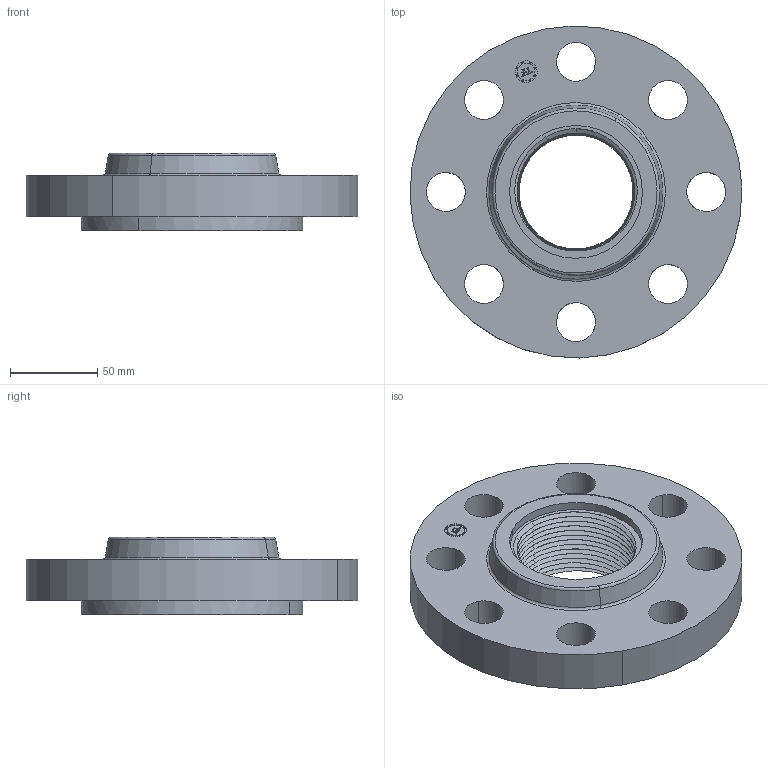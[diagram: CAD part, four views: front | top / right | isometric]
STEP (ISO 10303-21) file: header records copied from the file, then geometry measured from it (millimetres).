
FILE_DESCRIPTION(('3D STEP'),'2;1');
FILE_NAME('2.5-300-THREADED-RTJ-FLANGE.stp','2013-01-27T09:30:51+00:00',('Texas Flange'),(''),'CATIA Version 5 Release 20 SP 6 (IN-10)','CATIA V5 STEP AP214','800-826-3801');
FILE_SCHEMA(('AUTOMOTIVE_DESIGN { 1 0 10303 214 1 1 1 1 }'));
Length unit declared in the file: inch
Products named in the file (1): 2.5-300-THREADED-RTJ-FLANGE
Bounding box: 190.45 x 190.45 x 44.51 mm (x, y, z)
Volume: 609852.6 mm3; surface area: 97754 mm2
Topology: 1 solids, 1 shells, 560 faces, 1517 edges, 973 vertices
Faces by surface type: plane 372, bspline 106, cylinder 42, cone 32, torus 8
Entity records: 22302 total; most frequent: CARTESIAN_POINT 6753, ORIENTED_EDGE 3034, DIRECTION 1997, EDGE_CURVE 1517, VECTOR 1117, LINE 1117, VERTEX_POINT 973, EDGE_LOOP 592
